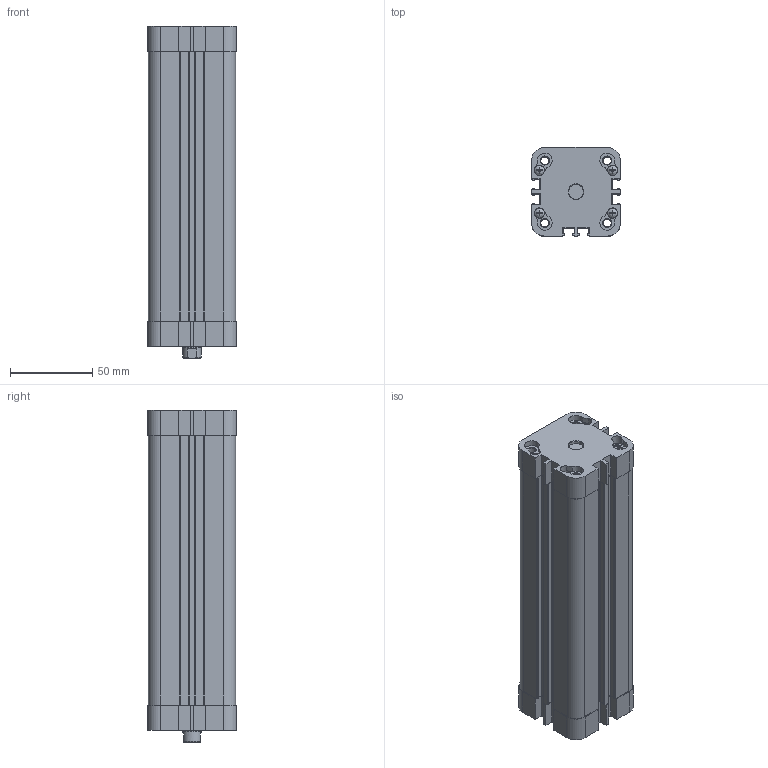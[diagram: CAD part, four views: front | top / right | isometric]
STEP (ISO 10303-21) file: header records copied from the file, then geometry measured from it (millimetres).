
FILE_DESCRIPTION(/* description */ (''),/* implementation_level */ '2;1');
FILE_NAME(/* name */ 'nad_40-150.stp',/* time_stamp */ '2017-08-21T11:50:10+02:00',/* author */ ('leitheußer'),/* organization */ (''),/* preprocessor_version */ 'ST-DEVELOPER v15.6',/* originating_system */ 'Autodesk Inventor LT ',/* authorisation */ '');
FILE_SCHEMA (('AUTOMOTIVE_DESIGN { 1 0 10303 214 3 1 1 }'));
Length unit declared in the file: millimetre
Products named in the file (1): CDEM040_150_KNF
Bounding box: 54 x 54 x 202 mm (x, y, z)
Volume: 238339.7 mm3; surface area: 150913.1 mm2
Topology: 19 solids, 19 shells, 676 faces, 1742 edges, 1140 vertices
Faces by surface type: plane 368, cylinder 221, cone 62, torus 17, bspline 8
Full cylindrical faces by diameter (mm): 2.5 x2, 2.8 x4, 3 x8, 3.7 x8, 4.917 x8, 6 x8, 6.3 x8, 6.647 x2, 8 x2, 8.566 x2, 9 x1, 11.5 x1, 11.9 x1, 12 x4, 12.302 x1, 13.7 x1, 13.884 x1, 14 x2, 14.952 x1, 16.5 x2, 20 x2, 24.5 x2, 37.2 x2, 39.25 x1, 39.85 x2, 40 x3, 42.4 x2
Entity records: 20526 total; most frequent: CARTESIAN_POINT 4205, DIRECTION 3482, ORIENTED_EDGE 3146, EDGE_CURVE 1573, AXIS2_PLACEMENT_3D 1342, VERTEX_POINT 1117, EDGE_LOOP 930, LINE 798
